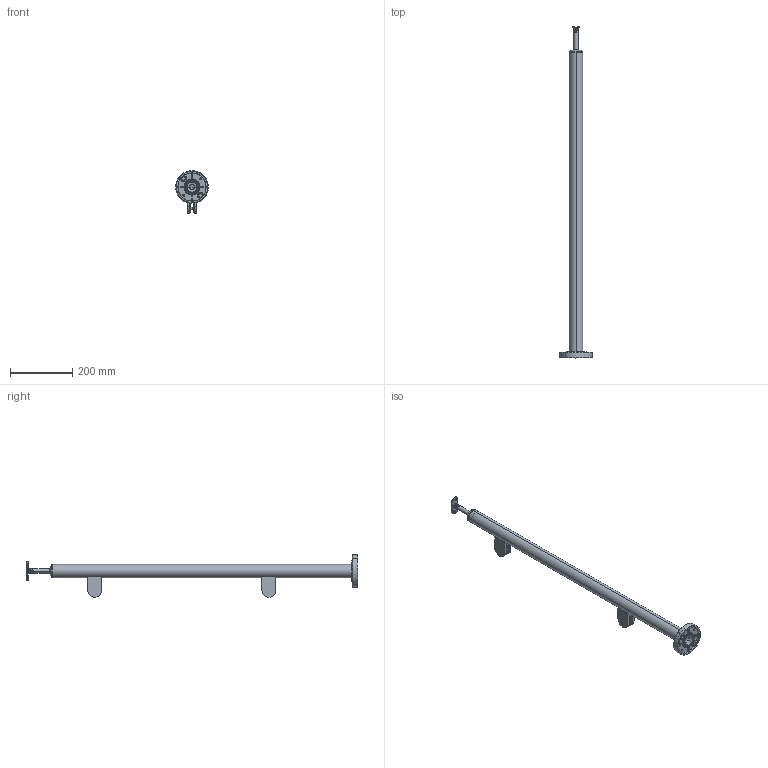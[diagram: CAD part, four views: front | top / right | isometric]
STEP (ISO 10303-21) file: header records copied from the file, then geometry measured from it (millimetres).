
FILE_DESCRIPTION (( 'STEP AP203' ), '1' );
FILE_NAME ('A-VS100-2GL.STEP', '2021-10-13T07:16:29', ( '' ), ( '' ), 'SwSTEP 2.0', 'SolidWorks 2019', '' );
FILE_SCHEMA (( 'CONFIG_CONTROL_DESIGN' ));
Length unit declared in the file: millimetre
Products named in the file (16): A19-22-008; A-2200-042 P1; A-0940-042-N; A-2200-042 P4; A-2200-042 P2; A-2200-042-tesnenie; A_0718_242_UP E1; A-2200-042 P3; A-VS100-2GL; A-0718-242_UP1 E1; A-0512-042; A-VS100-2G-M8-TUBE; A-0718-242_UP2 E1; screw_iso_10642-m6x15-8_8-1; M6x10
Assembly tree (25 placements, depth 3):
  A-VS100-2GL
    A_0718_242_UP E1
      A-0718-242_UP2 E1
      A-0718-242_UP1 E1
      M6x10
    A-2200-042-tesnenie
      screw_iso_10642-m6x15-8_8-1  x2
      A-2200-042 P4
      A-2200-042 P3
      A-2200-042 P2
      A-2200-042 P1
      A19-22-008  x2
    A-2200-042-tesnenie
      screw_iso_10642-m6x15-8_8-1  x2
      A-2200-042 P4
      A-2200-042 P3
      A-2200-042 P2
      A-2200-042 P1
      A19-22-008  x2
    A-0512-042
    A-0940-042-N
    A-VS100-2G-M8-TUBE
Bounding box: 105 x 1062.58 x 136.7 mm (x, y, z)
Volume: 418099.4 mm3; surface area: 365802 mm2
Topology: 22 solids, 22 shells, 1302 faces, 3202 edges, 1969 vertices
Faces by surface type: cylinder 524, plane 442, torus 176, bspline 86, cone 52, sphere 22
Entity records: 22922 total; most frequent: CARTESIAN_POINT 6520, DIRECTION 3122, ORIENTED_EDGE 2986, EDGE_CURVE 1493, AXIS2_PLACEMENT_3D 1192, VERTEX_POINT 938, LINE 738, VECTOR 738
